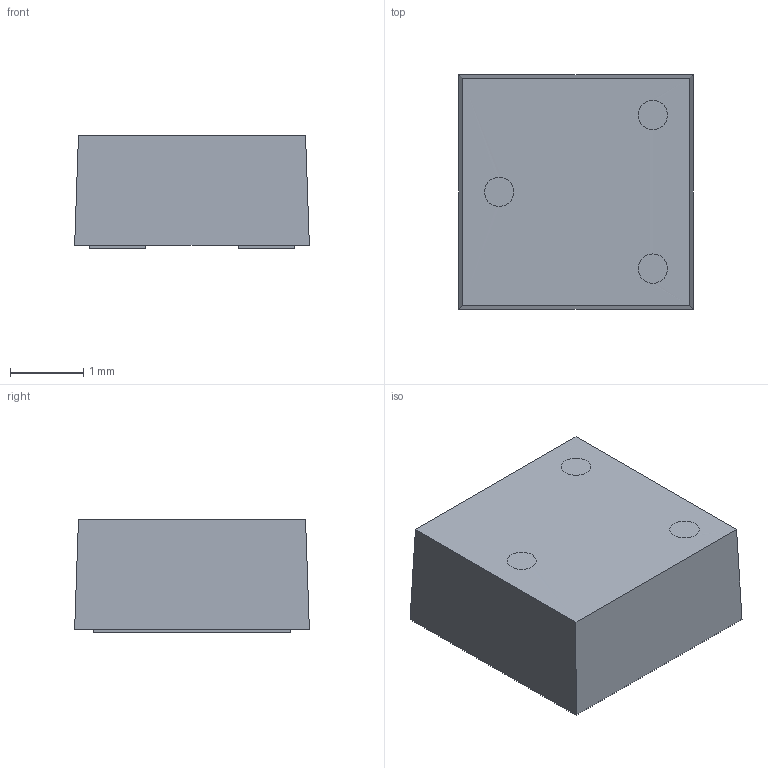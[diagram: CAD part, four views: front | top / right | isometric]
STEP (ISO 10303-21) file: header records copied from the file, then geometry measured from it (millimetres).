
FILE_DESCRIPTION(/* description */ (''),/* implementation_level */ '2;1');
FILE_NAME(/* name */ 'IND_COILCRAFT_EPL3015.stp',/* time_stamp */ '2017-02-27T15:53:18+01:00',/* author */ ('bcivel'),/* organization */ ('SolidWorks'),/* preprocessor_version */ 'ST-DEVELOPER v16.1',/* originating_system */ 'AutoCAD Mechanical',/* authorisation */ ' ');
FILE_SCHEMA (('AUTOMOTIVE_DESIGN { 1 0 10303 214 3 1 1 }'));
Length unit declared in the file: millimetre
Products named in the file (1): Product
Bounding box: 3.2 x 3.2 x 1.55 mm (x, y, z)
Volume: 15 mm3; surface area: 48.4 mm2
Topology: 6 solids, 6 shells, 36 faces, 57 edges, 36 vertices
Faces by surface type: plane 27, cylinder 9
Full cylindrical faces by diameter (mm): 0.4 x3
Entity records: 837 total; most frequent: DIRECTION 146, CARTESIAN_POINT 127, ORIENTED_EDGE 108, AXIS2_PLACEMENT_3D 55, EDGE_CURVE 54, EDGE_LOOP 42, FACE_OUTER_BOUND 36, LINE 36
